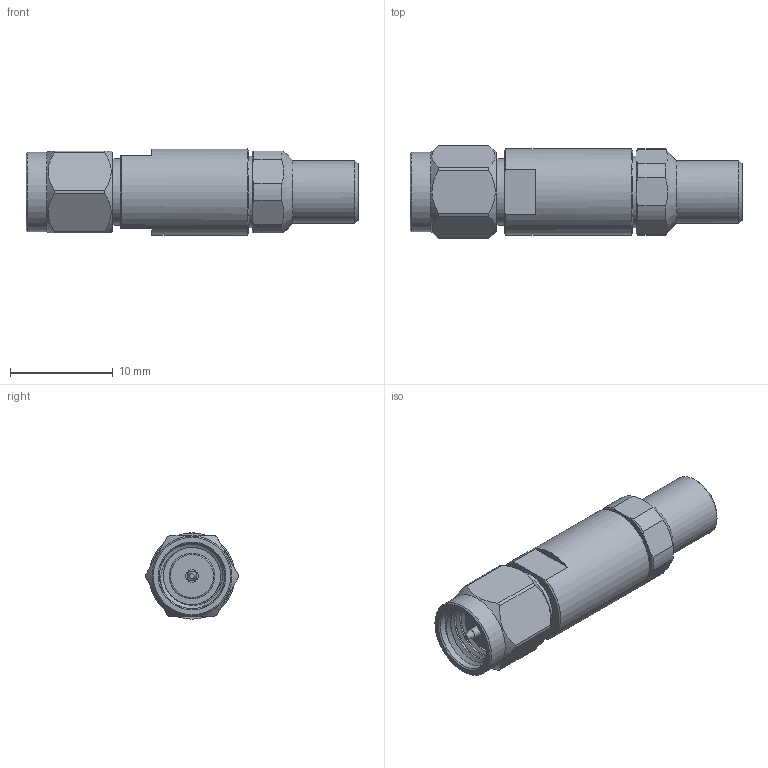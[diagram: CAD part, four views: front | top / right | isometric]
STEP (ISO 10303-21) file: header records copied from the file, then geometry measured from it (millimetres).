
FILE_DESCRIPTION (( 'STEP AP203' ), '1' );
FILE_NAME ('FMCN1465_3D.step', '2023-03-21T15:26:28', ( '' ), ( '' ), 'SwSTEP 2.0', 'SolidWorks 2022', '' );
FILE_SCHEMA (( 'CONFIG_CONTROL_DESIGN' ));
Length unit declared in the file: inch
Products named in the file (1): FMCN1465_3D
Bounding box: 32.26 x 8.99 x 8.38 mm (x, y, z)
Volume: 1334.9 mm3; surface area: 1224.5 mm2
Topology: 1 solids, 1 shells, 80 faces, 211 edges, 143 vertices
Faces by surface type: cylinder 29, plane 28, cone 19, bspline 4
Full cylindrical faces by diameter (mm): 0.94 x1, 1.194 x1, 4.445 x1, 4.572 x1, 5.334 x1, 6.096 x1, 6.35 x6, 6.461 x1, 6.914 x1, 7.762 x1, 8.382 x1
Entity records: 3684 total; most frequent: CARTESIAN_POINT 1920, ORIENTED_EDGE 358, DIRECTION 316, EDGE_CURVE 179, AXIS2_PLACEMENT_3D 138, VERTEX_POINT 137, EDGE_LOOP 104, FACE_OUTER_BOUND 86
